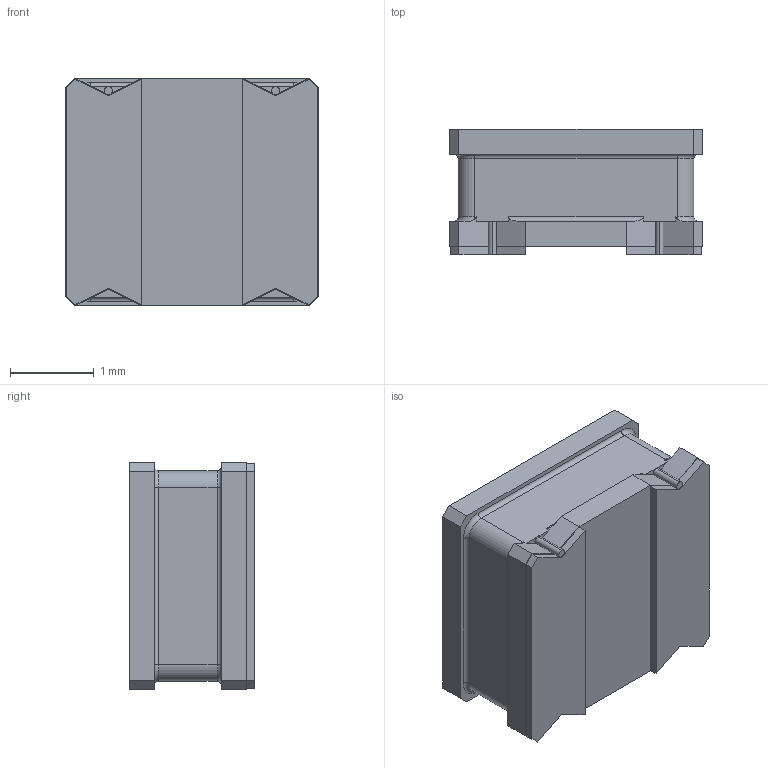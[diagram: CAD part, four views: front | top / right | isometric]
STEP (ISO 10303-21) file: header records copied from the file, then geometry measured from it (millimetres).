
FILE_DESCRIPTION (( 'STEP AP214' ), '1' );
FILE_NAME ('User Library-Inductor SRN3015 Series.STEP', '2016-12-08T10:01:00', ( 'Windows User' ), ( '' ), 'SwSTEP 2.0', 'SolidWorks 2016', '' );
FILE_SCHEMA (( 'AUTOMOTIVE_DESIGN' ));
Length unit declared in the file: millimetre
Products named in the file (1): User Library-Inductor SRN3015 Series
Bounding box: 3.02 x 1.5 x 2.72 mm (x, y, z)
Volume: 10.9 mm3; surface area: 34.5 mm2
Topology: 1 solids, 1 shells, 89 faces, 232 edges, 148 vertices
Faces by surface type: plane 61, cylinder 20, torus 8
Entity records: 3719 total; most frequent: CARTESIAN_POINT 530, ORIENTED_EDGE 464, DIRECTION 436, EDGE_CURVE 232, VECTOR 176, LINE 176, VERTEX_POINT 148, AXIS2_PLACEMENT_3D 130
